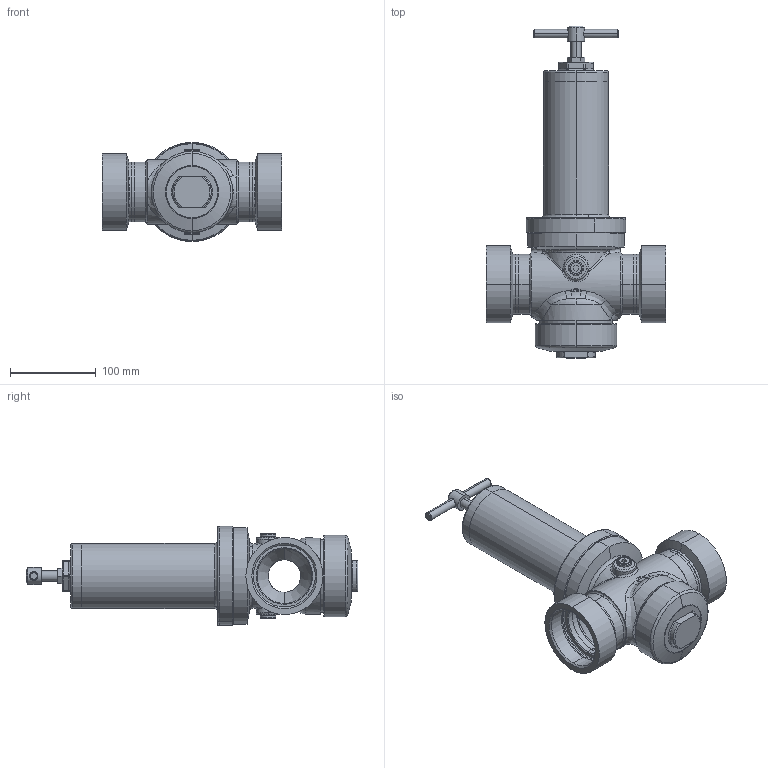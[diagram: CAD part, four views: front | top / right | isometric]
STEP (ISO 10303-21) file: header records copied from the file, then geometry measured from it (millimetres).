
FILE_DESCRIPTION (( 'STEP AP203' ), '1' );
FILE_NAME ('70 BG III G212 Female, Ø84-99.STEP', '2017-12-14T07:18:28', ( '' ), ( '' ), 'SwSTEP 2.0', 'SolidWorks 2016', '' );
FILE_SCHEMA (( 'CONFIG_CONTROL_DESIGN' ));
Length unit declared in the file: millimetre
Products named in the file (1): 70 BG III G212 Female, Ø84-99
Bounding box: 210 x 388 x 115.89 mm (x, y, z)
Volume: 777452.6 mm3; surface area: 313526.1 mm2
Topology: 11 solids, 11 shells, 501 faces, 1094 edges, 639 vertices
Faces by surface type: cylinder 146, cone 129, torus 95, plane 91, bspline 32, sphere 8
Entity records: 18106 total; most frequent: CARTESIAN_POINT 7117, DIRECTION 2437, ORIENTED_EDGE 2188, EDGE_CURVE 1094, AXIS2_PLACEMENT_3D 1063, VERTEX_POINT 639, CIRCLE 593, EDGE_LOOP 547
